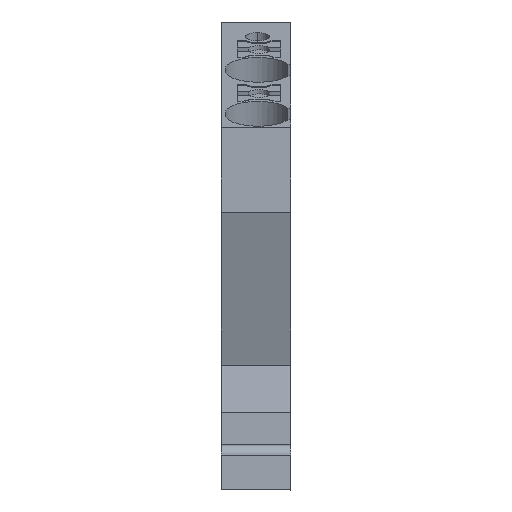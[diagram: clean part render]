
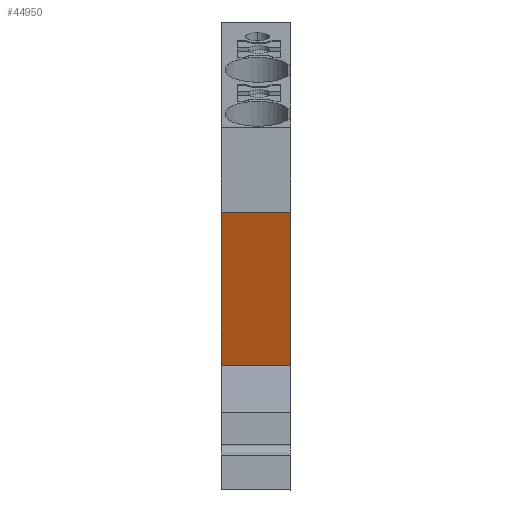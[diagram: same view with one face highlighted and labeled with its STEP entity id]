
A CAD part, front view. The second image highlights one B-rep face of the part: STEP entity #44950.
In plain terms, the highlighted face is planar.
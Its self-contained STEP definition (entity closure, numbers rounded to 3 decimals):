
#60=CARTESIAN_POINT('',(253.914,-88.565,
-36.9));
#70=DIRECTION('',(-0.342,0.94,
0.));
#80=VECTOR('',#70,1.);
#90=LINE('',#60,#80);
#100=CARTESIAN_POINT('',(256.232,-94.933,
-36.9));
#110=VERTEX_POINT('',#100);
#120=CARTESIAN_POINT('',(251.3,-81.382,
-36.9));
#130=VERTEX_POINT('',#120);
#140=EDGE_CURVE('',#110,#130,#90,.T.);
#18350=CARTESIAN_POINT('',(251.3,-81.382,
-43.05));
#18360=VERTEX_POINT('',#18350);
#18390=CARTESIAN_POINT('',(253.914,-88.565,
-43.05));
#18400=DIRECTION('',(-0.342,0.94,
0.));
#18410=VECTOR('',#18400,1.);
#18420=LINE('',#18390,#18410);
#18430=CARTESIAN_POINT('',(256.232,-94.933,
-43.05));
#18440=VERTEX_POINT('',#18430);
#18450=EDGE_CURVE('',#18440,#18360,#18420,.T.);
#43610=CARTESIAN_POINT('',(251.3,-81.382,
-36.9));
#43620=DIRECTION('',(0.,0.,1.));
#43630=VECTOR('',#43620,1.);
#43640=LINE('',#43610,#43630);
#43650=EDGE_CURVE('',#18360,#130,#43640,.T.);
#44790=CARTESIAN_POINT('',(251.581,-82.155,
-36.9));
#44800=DIRECTION('',(0.94,0.342,
0.));
#44810=DIRECTION('',(0.342,-0.94,
0.));
#44820=AXIS2_PLACEMENT_3D('',#44790,#44800,#44810);
#44830=PLANE('',#44820);
#44840=CARTESIAN_POINT('',(256.232,-94.933,
-36.9));
#44850=DIRECTION('',(0.,0.,1.));
#44860=VECTOR('',#44850,1.);
#44870=LINE('',#44840,#44860);
#44880=EDGE_CURVE('',#18440,#110,#44870,.T.);
#44890=ORIENTED_EDGE('',*,*,#44880,.T.);
#44900=ORIENTED_EDGE('',*,*,#18450,.F.);
#44910=ORIENTED_EDGE('',*,*,#43650,.F.);
#44920=ORIENTED_EDGE('',*,*,#140,.T.);
#44930=EDGE_LOOP('',(#44920,#44910,#44900,#44890));
#44940=FACE_OUTER_BOUND('',#44930,.T.);
#44950=ADVANCED_FACE('',(#44940),#44830,.F.);
